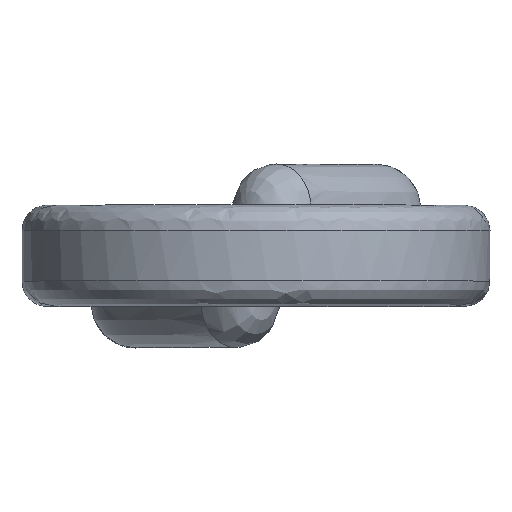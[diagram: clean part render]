
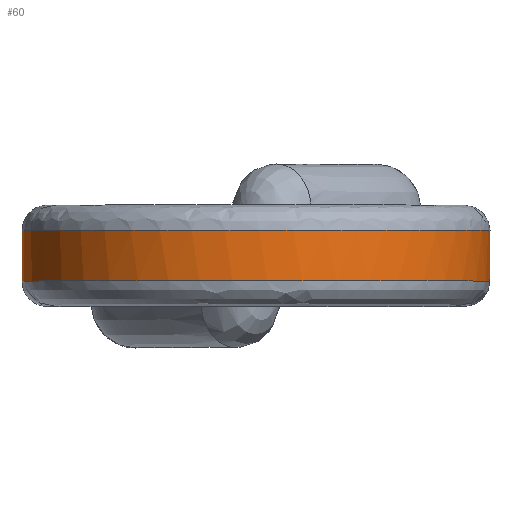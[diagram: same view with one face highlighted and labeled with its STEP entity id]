
A CAD part, top view. The second image highlights one B-rep face of the part: STEP entity #60.
In plain terms, the highlighted free-form (B-spline) face has degree [1, 2] with [2, 9] control points.
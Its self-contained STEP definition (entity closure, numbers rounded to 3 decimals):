
#60=ADVANCED_FACE('',(#81),#353,.T.);
#81=FACE_OUTER_BOUND('',#102,.T.);
#102=EDGE_LOOP('',(#177,#178,#179,#180,#181,#182,#183,#184,#185,#186));
#177=ORIENTED_EDGE('',*,*,#235,.T.);
#178=ORIENTED_EDGE('',*,*,#215,.F.);
#179=ORIENTED_EDGE('',*,*,#214,.T.);
#180=ORIENTED_EDGE('',*,*,#211,.T.);
#181=ORIENTED_EDGE('',*,*,#222,.T.);
#182=ORIENTED_EDGE('',*,*,#218,.T.);
#183=ORIENTED_EDGE('',*,*,#230,.T.);
#184=ORIENTED_EDGE('',*,*,#214,.F.);
#185=ORIENTED_EDGE('',*,*,#244,.F.);
#186=ORIENTED_EDGE('',*,*,#239,.T.);
#211=EDGE_CURVE('',#309,#319,#272,.T.);
#214=EDGE_CURVE('',#312,#309,#275,.T.);
#215=EDGE_CURVE('',#312,#326,#276,.T.);
#218=EDGE_CURVE('',#313,#314,#256,.T.);
#222=EDGE_CURVE('',#319,#313,#258,.T.);
#230=EDGE_CURVE('',#314,#309,#285,.T.);
#235=EDGE_CURVE('',#327,#326,#263,.T.);
#239=EDGE_CURVE('',#330,#327,#266,.T.);
#244=EDGE_CURVE('',#330,#312,#293,.T.);
#256=B_SPLINE_CURVE_WITH_KNOTS('',3,(#1242,#1243,#1244,#1245,#1246,#1247,
#1248),.UNSPECIFIED.,.F.,.F.,(4,3,4),(0.,1.66,2.704),
 .UNSPECIFIED.);
#258=B_SPLINE_CURVE_WITH_KNOTS('',3,(#1386,#1387,#1388,#1389,#1390,#1391,
#1392,#1393,#1394,#1395,#1396,#1397),.UNSPECIFIED.,.F.,.F.,(4,3,2,3,4),
(0.047,0.992,2.516,4.035,
5.661),.UNSPECIFIED.);
#263=B_SPLINE_CURVE_WITH_KNOTS('',3,(#1615,#1616,#1617,#1618,#1619,#1620,
#1621),.UNSPECIFIED.,.F.,.F.,(4,3,4),(0.,1.66,2.704),
 .UNSPECIFIED.);
#266=B_SPLINE_CURVE_WITH_KNOTS('',3,(#1641,#1642,#1643,#1644,#1645,#1646,
#1647,#1648,#1649,#1650,#1651,#1652),.UNSPECIFIED.,.F.,.F.,(4,3,2,3,4),
(0.047,0.992,2.516,4.035,
5.661),.UNSPECIFIED.);
#272=(
BOUNDED_CURVE()
B_SPLINE_CURVE(2,(#1198,#1199,#1200,#1201,#1202,#1203,#1204,#1205,#1206),
 .UNSPECIFIED.,.F.,.F.)
B_SPLINE_CURVE_WITH_KNOTS((3,2,2,2,3),(0.,20.912,41.824,
62.736,83.648),.UNSPECIFIED.)
CURVE()
GEOMETRIC_REPRESENTATION_ITEM()
RATIONAL_B_SPLINE_CURVE((1.,0.806,1.,0.806,1.,0.806,
1.,0.806,1.))
REPRESENTATION_ITEM('')
);
#275=(
BOUNDED_CURVE()
B_SPLINE_CURVE(1,(#1219,#1220),.UNSPECIFIED.,.F.,.F.)
B_SPLINE_CURVE_WITH_KNOTS((2,2),(2.,6.),.UNSPECIFIED.)
CURVE()
GEOMETRIC_REPRESENTATION_ITEM()
RATIONAL_B_SPLINE_CURVE((1.,1.))
REPRESENTATION_ITEM('')
);
#276=(
BOUNDED_CURVE()
B_SPLINE_CURVE(2,(#1221,#1222,#1223,#1224,#1225,#1226,#1227,#1228,#1229),
 .UNSPECIFIED.,.F.,.F.)
B_SPLINE_CURVE_WITH_KNOTS((3,2,2,2,3),(0.,16.369,32.738,
49.106,65.475),.UNSPECIFIED.)
CURVE()
GEOMETRIC_REPRESENTATION_ITEM()
RATIONAL_B_SPLINE_CURVE((1.,0.879,1.,0.879,1.,0.879,
1.,0.879,1.))
REPRESENTATION_ITEM('')
);
#285=(
BOUNDED_CURVE()
B_SPLINE_CURVE(2,(#1472,#1473,#1474),.UNSPECIFIED.,.F.,.F.)
B_SPLINE_CURVE_WITH_KNOTS((3,3),(90.033,103.672),
 .UNSPECIFIED.)
CURVE()
GEOMETRIC_REPRESENTATION_ITEM()
RATIONAL_B_SPLINE_CURVE((1.,0.916,1.))
REPRESENTATION_ITEM('')
);
#293=(
BOUNDED_CURVE()
B_SPLINE_CURVE(2,(#1708,#1709,#1710,#1711,#1712),.UNSPECIFIED.,.F.,.F.)
B_SPLINE_CURVE_WITH_KNOTS((3,2,3),(71.86,87.766,103.672),
 .UNSPECIFIED.)
CURVE()
GEOMETRIC_REPRESENTATION_ITEM()
RATIONAL_B_SPLINE_CURVE((1.,0.886,1.,0.886,1.))
REPRESENTATION_ITEM('')
);
#309=VERTEX_POINT('',#1152);
#312=VERTEX_POINT('',#1155);
#313=VERTEX_POINT('',#1156);
#314=VERTEX_POINT('',#1157);
#319=VERTEX_POINT('',#1162);
#326=VERTEX_POINT('',#1169);
#327=VERTEX_POINT('',#1170);
#330=VERTEX_POINT('',#1173);
#353=(
BOUNDED_SURFACE()
B_SPLINE_SURFACE(1,2,((#1130,#1131,#1132,#1133,#1134,#1135,#1136,#1137,
#1138),(#1139,#1140,#1141,#1142,#1143,#1144,#1145,#1146,#1147)),
 .UNSPECIFIED.,.F.,.F.,.F.)
B_SPLINE_SURFACE_WITH_KNOTS((2,2),(3,2,2,2,3),(0.,8.),(0.,29.06,
58.119,87.179,116.239),.UNSPECIFIED.)
GEOMETRIC_REPRESENTATION_ITEM()
RATIONAL_B_SPLINE_SURFACE(((1.,0.707,1.,0.707,1.,
0.707,1.,0.707,1.),(1.,0.707,1.,0.707,
1.,0.707,1.,0.707,1.)))
REPRESENTATION_ITEM('')
SURFACE()
);
#1130=CARTESIAN_POINT('',(-18.5,4.,56.));
#1131=CARTESIAN_POINT('',(-18.5,4.,74.5));
#1132=CARTESIAN_POINT('',(0.,4.,74.5));
#1133=CARTESIAN_POINT('',(18.5,4.,74.5));
#1134=CARTESIAN_POINT('',(18.5,4.,56.));
#1135=CARTESIAN_POINT('',(18.5,4.,37.5));
#1136=CARTESIAN_POINT('',(0.,4.,37.5));
#1137=CARTESIAN_POINT('',(-18.5,4.,37.5));
#1138=CARTESIAN_POINT('',(-18.5,4.,56.));
#1139=CARTESIAN_POINT('',(-18.5,-4.,56.));
#1140=CARTESIAN_POINT('',(-18.5,-4.,74.5));
#1141=CARTESIAN_POINT('',(0.,-4.,74.5));
#1142=CARTESIAN_POINT('',(18.5,-4.,74.5));
#1143=CARTESIAN_POINT('',(18.5,-4.,56.));
#1144=CARTESIAN_POINT('',(18.5,-4.,37.5));
#1145=CARTESIAN_POINT('',(0.,-4.,37.5));
#1146=CARTESIAN_POINT('',(-18.5,-4.,37.5));
#1147=CARTESIAN_POINT('',(-18.5,-4.,56.));
#1152=CARTESIAN_POINT('',(-18.5,-2.,56.));
#1155=CARTESIAN_POINT('',(-18.5,2.,56.));
#1156=CARTESIAN_POINT('',(-10.828,-0.512,41.));
#1157=CARTESIAN_POINT('',(-12.531,-2.,42.39));
#1162=CARTESIAN_POINT('',(-6.469,-2.,38.668));
#1169=CARTESIAN_POINT('',(12.531,2.,42.39));
#1170=CARTESIAN_POINT('',(10.828,0.512,41.));
#1173=CARTESIAN_POINT('',(6.469,2.,38.668));
#1198=CARTESIAN_POINT('',(-18.5,-2.,56.));
#1199=CARTESIAN_POINT('',(-18.5,-2.,69.594));
#1200=CARTESIAN_POINT('',(-5.527,-2.,73.655));
#1201=CARTESIAN_POINT('',(7.446,-2.,77.716));
#1202=CARTESIAN_POINT('',(15.197,-2.,66.549));
#1203=CARTESIAN_POINT('',(22.949,-2.,55.382));
#1204=CARTESIAN_POINT('',(14.608,-2.,44.648));
#1205=CARTESIAN_POINT('',(6.267,-2.,33.915));
#1206=CARTESIAN_POINT('',(-6.469,-2.,38.668));
#1219=CARTESIAN_POINT('',(-18.5,2.,56.));
#1220=CARTESIAN_POINT('',(-18.5,-2.,56.));
#1221=CARTESIAN_POINT('',(-18.5,2.,56.));
#1222=CARTESIAN_POINT('',(-18.5,2.,66.011));
#1223=CARTESIAN_POINT('',(-10.119,2.,71.487));
#1224=CARTESIAN_POINT('',(-1.738,2.,76.963));
#1225=CARTESIAN_POINT('',(7.43,2.,72.942));
#1226=CARTESIAN_POINT('',(16.599,2.,68.921));
#1227=CARTESIAN_POINT('',(18.247,2.,59.046));
#1228=CARTESIAN_POINT('',(19.896,2.,49.172));
#1229=CARTESIAN_POINT('',(12.531,2.,42.39));
#1242=CARTESIAN_POINT('',(-10.828,-0.512,41.));
#1243=CARTESIAN_POINT('',(-11.25,-0.685,41.305));
#1244=CARTESIAN_POINT('',(-11.642,-0.942,41.616));
#1245=CARTESIAN_POINT('',(-11.975,-1.275,41.899));
#1246=CARTESIAN_POINT('',(-12.185,-1.485,42.077));
#1247=CARTESIAN_POINT('',(-12.374,-1.727,42.246));
#1248=CARTESIAN_POINT('',(-12.531,-2.,42.39));
#1386=CARTESIAN_POINT('',(-6.469,-2.,38.668));
#1387=CARTESIAN_POINT('',(-6.624,-1.732,38.726));
#1388=CARTESIAN_POINT('',(-6.811,-1.489,38.798));
#1389=CARTESIAN_POINT('',(-7.025,-1.275,38.886));
#1390=CARTESIAN_POINT('',(-7.37,-0.931,39.027));
#1391=CARTESIAN_POINT('',(-7.772,-0.672,39.205));
#1392=CARTESIAN_POINT('',(-8.625,-0.33,39.627));
#1393=CARTESIAN_POINT('',(-9.067,-0.25,39.867));
#1394=CARTESIAN_POINT('',(-9.5,-0.25,40.125));
#1395=CARTESIAN_POINT('',(-9.963,-0.25,40.403));
#1396=CARTESIAN_POINT('',(-10.413,-0.342,40.701));
#1397=CARTESIAN_POINT('',(-10.828,-0.512,41.));
#1472=CARTESIAN_POINT('',(-12.531,-2.,42.39));
#1473=CARTESIAN_POINT('',(-18.5,-2.,47.886));
#1474=CARTESIAN_POINT('',(-18.5,-2.,56.));
#1615=CARTESIAN_POINT('',(10.828,0.512,41.));
#1616=CARTESIAN_POINT('',(11.25,0.685,41.305));
#1617=CARTESIAN_POINT('',(11.642,0.942,41.616));
#1618=CARTESIAN_POINT('',(11.975,1.275,41.899));
#1619=CARTESIAN_POINT('',(12.185,1.485,42.077));
#1620=CARTESIAN_POINT('',(12.374,1.727,42.246));
#1621=CARTESIAN_POINT('',(12.531,2.,42.39));
#1641=CARTESIAN_POINT('',(6.469,2.,38.668));
#1642=CARTESIAN_POINT('',(6.624,1.732,38.726));
#1643=CARTESIAN_POINT('',(6.811,1.489,38.798));
#1644=CARTESIAN_POINT('',(7.025,1.275,38.886));
#1645=CARTESIAN_POINT('',(7.37,0.931,39.027));
#1646=CARTESIAN_POINT('',(7.772,0.672,39.205));
#1647=CARTESIAN_POINT('',(8.625,0.33,39.627));
#1648=CARTESIAN_POINT('',(9.067,0.25,39.867));
#1649=CARTESIAN_POINT('',(9.5,0.25,40.125));
#1650=CARTESIAN_POINT('',(9.963,0.25,40.403));
#1651=CARTESIAN_POINT('',(10.413,0.342,40.701));
#1652=CARTESIAN_POINT('',(10.828,0.512,41.));
#1708=CARTESIAN_POINT('',(6.469,2.,38.668));
#1709=CARTESIAN_POINT('',(-2.599,2.,35.284));
#1710=CARTESIAN_POINT('',(-10.549,2.,40.803));
#1711=CARTESIAN_POINT('',(-18.5,2.,46.322));
#1712=CARTESIAN_POINT('',(-18.5,2.,56.));
